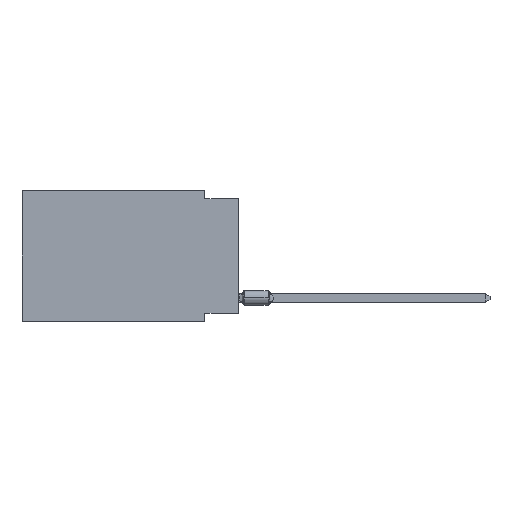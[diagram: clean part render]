
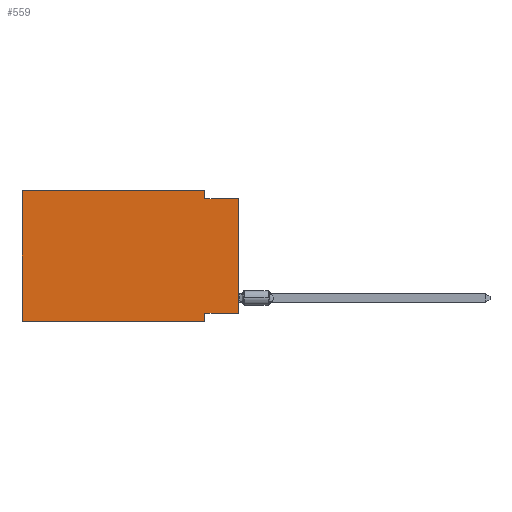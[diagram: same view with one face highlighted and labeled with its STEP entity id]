
A CAD part, left-side view. The second image highlights one B-rep face of the part: STEP entity #559.
In plain terms, the highlighted planar face has unit normal (-1, 0, 0).
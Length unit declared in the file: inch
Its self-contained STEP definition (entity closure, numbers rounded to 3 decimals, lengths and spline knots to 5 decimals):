
#49 = DIRECTION ( 'NONE',  ( 1., 0., 0. ) ) ;
#50 = VECTOR ( 'NONE', #403, 39.37008 ) ;
#306 = VECTOR ( 'NONE', #13724, 39.37008 ) ;
#403 = DIRECTION ( 'NONE',  ( 0., 0., 1. ) ) ;
#428 = EDGE_CURVE ( 'NONE', #8483, #957, #21511, .T. ) ;
#469 = DIRECTION ( 'NONE',  ( 0., 1., 0. ) ) ;
#559 = ADVANCED_FACE ( 'NONE', ( #10243 ), #6607, .F. ) ;
#957 = VERTEX_POINT ( 'NONE', #18821 ) ;
#2132 = EDGE_LOOP ( 'NONE', ( #2987, #3893, #2770, #12986, #20969, #5710, #14093, #5171 ) ) ;
#2138 = DIRECTION ( 'NONE',  ( 0., 0., -1. ) ) ;
#2770 = ORIENTED_EDGE ( 'NONE', *, *, #7241, .F. ) ;
#2987 = ORIENTED_EDGE ( 'NONE', *, *, #18846, .T. ) ;
#3655 = CARTESIAN_POINT ( 'NONE',  ( 0., 0.1, 0. ) ) ;
#3893 = ORIENTED_EDGE ( 'NONE', *, *, #428, .F. ) ;
#4232 = EDGE_CURVE ( 'NONE', #11868, #9138, #15339, .T. ) ;
#4273 = CARTESIAN_POINT ( 'NONE',  ( 0., 0., -0.365 ) ) ;
#5115 = CARTESIAN_POINT ( 'NONE',  ( 0., 0.645, 0. ) ) ;
#5122 = LINE ( 'NONE', #12099, #8809 ) ;
#5171 = ORIENTED_EDGE ( 'NONE', *, *, #8517, .F. ) ;
#5297 = CARTESIAN_POINT ( 'NONE',  ( 0., 0.1, -0.39 ) ) ;
#5710 = ORIENTED_EDGE ( 'NONE', *, *, #4232, .T. ) ;
#6298 = VECTOR ( 'NONE', #16290, 39.37008 ) ;
#6607 = PLANE ( 'NONE',  #20055 ) ;
#6640 = EDGE_CURVE ( 'NONE', #21653, #17585, #5122, .T. ) ;
#7241 = EDGE_CURVE ( 'NONE', #17585, #8483, #17801, .T. ) ;
#7276 = DIRECTION ( 'NONE',  ( 0., -1., 0. ) ) ;
#8483 = VERTEX_POINT ( 'NONE', #10669 ) ;
#8517 = EDGE_CURVE ( 'NONE', #18221, #10185, #19594, .T. ) ;
#8809 = VECTOR ( 'NONE', #15687, 39.37008 ) ;
#8946 = CARTESIAN_POINT ( 'NONE',  ( 0., 0.645, -0.39 ) ) ;
#9138 = VERTEX_POINT ( 'NONE', #19292 ) ;
#9171 = CARTESIAN_POINT ( 'NONE',  ( 0., 0., -0.025 ) ) ;
#9292 = CARTESIAN_POINT ( 'NONE',  ( 0., 0.1, -0.365 ) ) ;
#10185 = VERTEX_POINT ( 'NONE', #9292 ) ;
#10243 = FACE_OUTER_BOUND ( 'NONE', #2132, .T. ) ;
#10669 = CARTESIAN_POINT ( 'NONE',  ( 0., 0.1, -0.025 ) ) ;
#10727 = DIRECTION ( 'NONE',  ( 0., 0., 1. ) ) ;
#10789 = CARTESIAN_POINT ( 'NONE',  ( 0., 0.1, 0. ) ) ;
#10945 = VECTOR ( 'NONE', #10727, 39.37008 ) ;
#11142 = EDGE_CURVE ( 'NONE', #10185, #9138, #14051, .T. ) ;
#11868 = VERTEX_POINT ( 'NONE', #8946 ) ;
#12099 = CARTESIAN_POINT ( 'NONE',  ( 0., 0.645, 0. ) ) ;
#12562 = VECTOR ( 'NONE', #7276, 39.37008 ) ;
#12986 = ORIENTED_EDGE ( 'NONE', *, *, #6640, .F. ) ;
#13724 = DIRECTION ( 'NONE',  ( 0., 0., -1. ) ) ;
#13797 = LINE ( 'NONE', #20928, #10945 ) ;
#14051 = LINE ( 'NONE', #5297, #306 ) ;
#14093 = ORIENTED_EDGE ( 'NONE', *, *, #11142, .F. ) ;
#14240 = CARTESIAN_POINT ( 'NONE',  ( 0., 0., 0. ) ) ;
#14607 = CARTESIAN_POINT ( 'NONE',  ( 0., 0.645, 0. ) ) ;
#15339 = LINE ( 'NONE', #22250, #12562 ) ;
#15687 = DIRECTION ( 'NONE',  ( 0., -1., 0. ) ) ;
#15769 = CARTESIAN_POINT ( 'NONE',  ( 0., 0., -0.365 ) ) ;
#16290 = DIRECTION ( 'NONE',  ( 0., -1., 0. ) ) ;
#17585 = VERTEX_POINT ( 'NONE', #3655 ) ;
#17627 = LINE ( 'NONE', #14240, #50 ) ;
#17660 = EDGE_CURVE ( 'NONE', #11868, #21653, #13797, .T. ) ;
#17801 = LINE ( 'NONE', #10789, #20379 ) ;
#18221 = VERTEX_POINT ( 'NONE', #4273 ) ;
#18745 = DIRECTION ( 'NONE',  ( 0., 0., -1. ) ) ;
#18821 = CARTESIAN_POINT ( 'NONE',  ( 0., 0., -0.025 ) ) ;
#18846 = EDGE_CURVE ( 'NONE', #18221, #957, #17627, .T. ) ;
#19110 = VECTOR ( 'NONE', #469, 39.37008 ) ;
#19292 = CARTESIAN_POINT ( 'NONE',  ( 0., 0.1, -0.39 ) ) ;
#19594 = LINE ( 'NONE', #15769, #19110 ) ;
#20055 = AXIS2_PLACEMENT_3D ( 'NONE', #5115, #49, #18745 ) ;
#20379 = VECTOR ( 'NONE', #2138, 39.37008 ) ;
#20928 = CARTESIAN_POINT ( 'NONE',  ( 0., 0.645, 0. ) ) ;
#20969 = ORIENTED_EDGE ( 'NONE', *, *, #17660, .F. ) ;
#21511 = LINE ( 'NONE', #9171, #6298 ) ;
#21653 = VERTEX_POINT ( 'NONE', #14607 ) ;
#22250 = CARTESIAN_POINT ( 'NONE',  ( 0., 0.645, -0.39 ) ) ;
